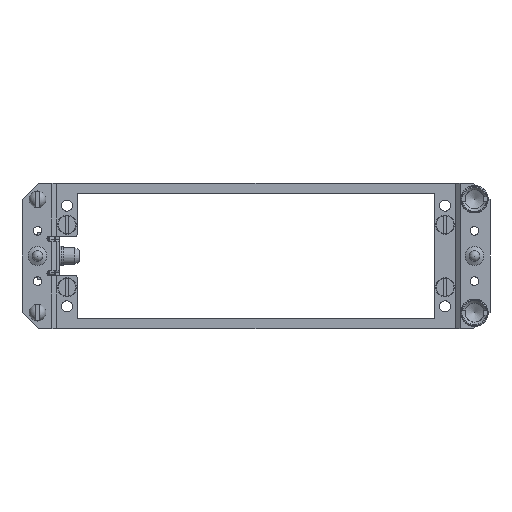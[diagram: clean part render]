
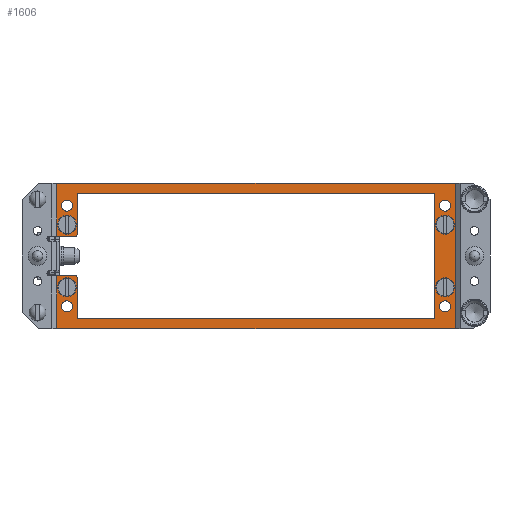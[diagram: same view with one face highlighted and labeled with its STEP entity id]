
A CAD part, front view. The second image highlights one B-rep face of the part: STEP entity #1606.
In plain terms, the highlighted planar face has unit normal (0, -1, 0).
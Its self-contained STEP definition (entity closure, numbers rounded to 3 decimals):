
#466=PLANE('',#5995);
#923=LINE('',#10098,#1231);
#926=LINE('',#10104,#1234);
#929=LINE('',#10110,#1237);
#932=LINE('',#10116,#1240);
#935=LINE('',#10122,#1243);
#942=LINE('',#10140,#1250);
#946=LINE('',#10147,#1254);
#957=LINE('',#10169,#1265);
#964=LINE('',#10181,#1272);
#968=LINE('',#10190,#1276);
#969=LINE('',#10192,#1277);
#970=LINE('',#10194,#1278);
#1231=VECTOR('',#7328,1.);
#1234=VECTOR('',#7333,1.);
#1237=VECTOR('',#7338,1.);
#1240=VECTOR('',#7343,1.);
#1243=VECTOR('',#7348,1.);
#1250=VECTOR('',#7365,1.);
#1254=VECTOR('',#7371,1.);
#1265=VECTOR('',#7388,1.);
#1272=VECTOR('',#7397,1.);
#1276=VECTOR('',#7403,1.);
#1277=VECTOR('',#7406,1.);
#1278=VECTOR('',#7407,1.);
#1606=ADVANCED_FACE('',(#1909,#1910,#1911,#1912,#1913,#1914,#1915,#1916,
#1917),#466,.T.);
#1909=FACE_BOUND('',#2364,.T.);
#1910=FACE_BOUND('',#2365,.T.);
#1911=FACE_BOUND('',#2366,.T.);
#1912=FACE_BOUND('',#2367,.T.);
#1913=FACE_BOUND('',#2368,.T.);
#1914=FACE_BOUND('',#2369,.T.);
#1915=FACE_BOUND('',#2370,.T.);
#1916=FACE_BOUND('',#2371,.T.);
#1917=FACE_BOUND('',#2372,.T.);
#2364=EDGE_LOOP('',(#3694));
#2365=EDGE_LOOP('',(#3695));
#2366=EDGE_LOOP('',(#3696));
#2367=EDGE_LOOP('',(#3697));
#2368=EDGE_LOOP('',(#3698));
#2369=EDGE_LOOP('',(#3699));
#2370=EDGE_LOOP('',(#3700));
#2371=EDGE_LOOP('',(#3701));
#2372=EDGE_LOOP('',(#3702,#3703,#3704,#3705,#3706,#3707,#3708,#3709,#3710,
#3711,#3712,#3713,#3714,#3715));
#3694=ORIENTED_EDGE('',*,*,#4556,.T.);
#3695=ORIENTED_EDGE('',*,*,#4574,.T.);
#3696=ORIENTED_EDGE('',*,*,#4592,.T.);
#3697=ORIENTED_EDGE('',*,*,#4610,.T.);
#3698=ORIENTED_EDGE('',*,*,#4612,.T.);
#3699=ORIENTED_EDGE('',*,*,#4614,.T.);
#3700=ORIENTED_EDGE('',*,*,#4616,.T.);
#3701=ORIENTED_EDGE('',*,*,#4618,.T.);
#3702=ORIENTED_EDGE('',*,*,#5130,.T.);
#3703=ORIENTED_EDGE('',*,*,#5129,.F.);
#3704=ORIENTED_EDGE('',*,*,#5131,.T.);
#3705=ORIENTED_EDGE('',*,*,#5125,.T.);
#3706=ORIENTED_EDGE('',*,*,#5118,.T.);
#3707=ORIENTED_EDGE('',*,*,#5107,.F.);
#3708=ORIENTED_EDGE('',*,*,#5103,.T.);
#3709=ORIENTED_EDGE('',*,*,#5097,.T.);
#3710=ORIENTED_EDGE('',*,*,#5094,.T.);
#3711=ORIENTED_EDGE('',*,*,#5091,.T.);
#3712=ORIENTED_EDGE('',*,*,#5088,.T.);
#3713=ORIENTED_EDGE('',*,*,#5085,.T.);
#3714=ORIENTED_EDGE('',*,*,#5082,.T.);
#3715=ORIENTED_EDGE('',*,*,#5132,.T.);
#4009=VERTEX_POINT('',#7918);
#4023=VERTEX_POINT('',#8005);
#4037=VERTEX_POINT('',#8092);
#4051=VERTEX_POINT('',#8179);
#4053=VERTEX_POINT('',#8218);
#4055=VERTEX_POINT('',#8223);
#4057=VERTEX_POINT('',#8228);
#4059=VERTEX_POINT('',#8233);
#4379=VERTEX_POINT('',#10092);
#4382=VERTEX_POINT('',#10097);
#4384=VERTEX_POINT('',#10102);
#4386=VERTEX_POINT('',#10108);
#4387=VERTEX_POINT('',#10113);
#4390=VERTEX_POINT('',#10120);
#4391=VERTEX_POINT('',#10125);
#4397=VERTEX_POINT('',#10141);
#4399=VERTEX_POINT('',#10148);
#4407=VERTEX_POINT('',#10170);
#4409=VERTEX_POINT('',#10178);
#4411=VERTEX_POINT('',#10184);
#4414=VERTEX_POINT('',#10189);
#4415=VERTEX_POINT('',#10193);
#4556=EDGE_CURVE('',#4009,#4009,#5269,.T.);
#4574=EDGE_CURVE('',#4023,#4023,#5279,.T.);
#4592=EDGE_CURVE('',#4037,#4037,#5289,.T.);
#4610=EDGE_CURVE('',#4051,#4051,#5299,.T.);
#4612=EDGE_CURVE('',#4053,#4053,#5301,.T.);
#4614=EDGE_CURVE('',#4055,#4055,#5303,.T.);
#4616=EDGE_CURVE('',#4057,#4057,#5305,.T.);
#4618=EDGE_CURVE('',#4059,#4059,#5307,.T.);
#5082=EDGE_CURVE('',#4379,#4382,#923,.T.);
#5085=EDGE_CURVE('',#4384,#4379,#926,.T.);
#5088=EDGE_CURVE('',#4386,#4384,#929,.T.);
#5091=EDGE_CURVE('',#4387,#4386,#932,.T.);
#5094=EDGE_CURVE('',#4390,#4387,#935,.T.);
#5097=EDGE_CURVE('',#4391,#4390,#5432,.T.);
#5103=EDGE_CURVE('',#4397,#4391,#942,.T.);
#5107=EDGE_CURVE('',#4397,#4399,#946,.T.);
#5118=EDGE_CURVE('',#4407,#4399,#957,.T.);
#5125=EDGE_CURVE('',#4409,#4407,#964,.T.);
#5129=EDGE_CURVE('',#4414,#4411,#968,.T.);
#5130=EDGE_CURVE('',#4415,#4411,#969,.T.);
#5131=EDGE_CURVE('',#4414,#4409,#970,.T.);
#5132=EDGE_CURVE('',#4382,#4415,#5433,.T.);
#5269=CIRCLE('',#5613,1.55);
#5279=CIRCLE('',#5631,1.55);
#5289=CIRCLE('',#5649,1.55);
#5299=CIRCLE('',#5667,1.55);
#5301=CIRCLE('',#5669,1.325);
#5303=CIRCLE('',#5672,1.325);
#5305=CIRCLE('',#5675,1.325);
#5307=CIRCLE('',#5678,1.325);
#5432=CIRCLE('',#5984,0.4);
#5433=CIRCLE('',#5994,0.4);
#5613=AXIS2_PLACEMENT_3D('',#7917,#6381,#6382);
#5631=AXIS2_PLACEMENT_3D('',#8004,#6421,#6422);
#5649=AXIS2_PLACEMENT_3D('',#8091,#6461,#6462);
#5667=AXIS2_PLACEMENT_3D('',#8178,#6501,#6502);
#5669=AXIS2_PLACEMENT_3D('',#8217,#6505,#6506);
#5672=AXIS2_PLACEMENT_3D('',#8222,#6511,#6512);
#5675=AXIS2_PLACEMENT_3D('',#8227,#6517,#6518);
#5678=AXIS2_PLACEMENT_3D('',#8232,#6523,#6524);
#5984=AXIS2_PLACEMENT_3D('',#10128,#7354,#7355);
#5994=AXIS2_PLACEMENT_3D('',#10195,#7408,#7409);
#5995=AXIS2_PLACEMENT_3D('',#10196,#7410,#7411);
#6381=DIRECTION('',(0.,1.,0.));
#6382=DIRECTION('',(0.,0.,1.));
#6421=DIRECTION('',(0.,1.,0.));
#6422=DIRECTION('',(0.,0.,1.));
#6461=DIRECTION('',(0.,1.,0.));
#6462=DIRECTION('',(0.,0.,1.));
#6501=DIRECTION('',(0.,1.,0.));
#6502=DIRECTION('',(0.,0.,1.));
#6505=DIRECTION('',(0.,1.,0.));
#6506=DIRECTION('',(-1.,0.,0.));
#6511=DIRECTION('',(0.,1.,0.));
#6512=DIRECTION('',(-1.,0.,0.));
#6517=DIRECTION('',(0.,1.,0.));
#6518=DIRECTION('',(-1.,0.,0.));
#6523=DIRECTION('',(0.,1.,0.));
#6524=DIRECTION('',(-1.,0.,0.));
#7328=DIRECTION('',(0.,0.,1.));
#7333=DIRECTION('',(-1.,0.,0.));
#7338=DIRECTION('',(0.,0.,-1.));
#7343=DIRECTION('',(1.,0.,0.));
#7348=DIRECTION('',(0.,0.,1.));
#7354=DIRECTION('',(0.,-1.,0.));
#7355=DIRECTION('',(0.,0.,-1.));
#7365=DIRECTION('',(1.,0.,0.));
#7371=DIRECTION('',(0.,0.,1.));
#7388=DIRECTION('',(-1.,0.,0.));
#7397=DIRECTION('',(0.,0.,1.));
#7403=DIRECTION('',(0.,0.,1.));
#7406=DIRECTION('',(-1.,0.,0.));
#7407=DIRECTION('',(1.,0.,0.));
#7408=DIRECTION('',(0.,-1.,0.));
#7409=DIRECTION('',(1.,0.,0.));
#7410=DIRECTION('',(0.,-1.,0.));
#7411=DIRECTION('',(1.,0.,0.));
#7917=CARTESIAN_POINT('',(100.7,1.05,9.81));
#7918=CARTESIAN_POINT('',(100.7,1.05,11.36));
#8004=CARTESIAN_POINT('',(100.7,1.05,24.71));
#8005=CARTESIAN_POINT('',(100.7,1.05,26.26));
#8091=CARTESIAN_POINT('',(10.7,1.05,9.81));
#8092=CARTESIAN_POINT('',(10.7,1.05,11.36));
#8178=CARTESIAN_POINT('',(10.7,1.05,24.71));
#8179=CARTESIAN_POINT('',(10.7,1.05,26.26));
#8217=CARTESIAN_POINT('',(100.7,1.05,29.26));
#8218=CARTESIAN_POINT('',(99.375,1.05,29.26));
#8222=CARTESIAN_POINT('',(10.7,1.05,29.26));
#8223=CARTESIAN_POINT('',(9.375,1.05,29.26));
#8227=CARTESIAN_POINT('',(10.7,1.05,5.26));
#8228=CARTESIAN_POINT('',(9.375,1.05,5.26));
#8232=CARTESIAN_POINT('',(100.7,1.05,5.26));
#8233=CARTESIAN_POINT('',(99.375,1.05,5.26));
#10092=CARTESIAN_POINT('',(13.1,1.05,2.36));
#10097=CARTESIAN_POINT('',(13.1,1.05,12.16));
#10098=CARTESIAN_POINT('',(13.1,1.05,2.36));
#10102=CARTESIAN_POINT('',(98.3,1.05,2.36));
#10104=CARTESIAN_POINT('',(98.3,1.05,2.36));
#10108=CARTESIAN_POINT('',(98.3,1.05,32.16));
#10110=CARTESIAN_POINT('',(98.3,1.05,32.16));
#10113=CARTESIAN_POINT('',(13.1,1.05,32.16));
#10116=CARTESIAN_POINT('',(13.1,1.05,32.16));
#10120=CARTESIAN_POINT('',(13.1,1.05,22.36));
#10122=CARTESIAN_POINT('',(13.1,1.05,22.36));
#10125=CARTESIAN_POINT('',(12.7,1.05,21.96));
#10128=CARTESIAN_POINT('',(12.7,1.05,22.36));
#10140=CARTESIAN_POINT('',(8.25,1.05,21.96));
#10141=CARTESIAN_POINT('',(8.25,1.05,21.96));
#10147=CARTESIAN_POINT('',(8.25,1.05,21.96));
#10148=CARTESIAN_POINT('',(8.25,1.05,34.52));
#10169=CARTESIAN_POINT('',(103.15,1.05,34.52));
#10170=CARTESIAN_POINT('',(103.15,1.05,34.52));
#10178=CARTESIAN_POINT('',(103.15,1.05,0.));
#10181=CARTESIAN_POINT('',(103.15,1.05,0.));
#10184=CARTESIAN_POINT('',(8.25,1.05,12.56));
#10189=CARTESIAN_POINT('',(8.25,1.05,0.));
#10190=CARTESIAN_POINT('',(8.25,1.05,0.));
#10192=CARTESIAN_POINT('',(12.7,1.05,12.56));
#10193=CARTESIAN_POINT('',(12.7,1.05,12.56));
#10194=CARTESIAN_POINT('',(8.25,1.05,0.));
#10195=CARTESIAN_POINT('',(12.7,1.05,12.16));
#10196=CARTESIAN_POINT('',(8.25,1.05,0.));
